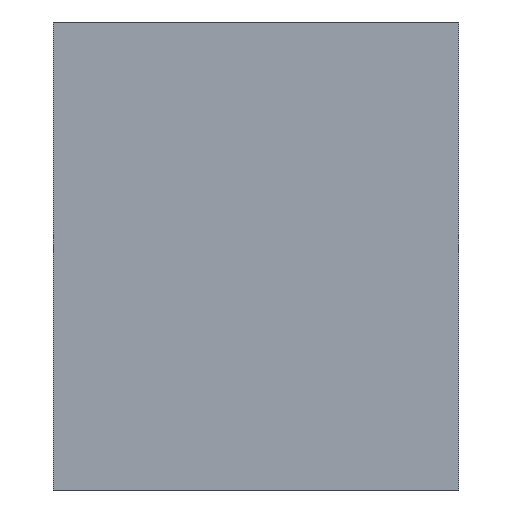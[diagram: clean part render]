
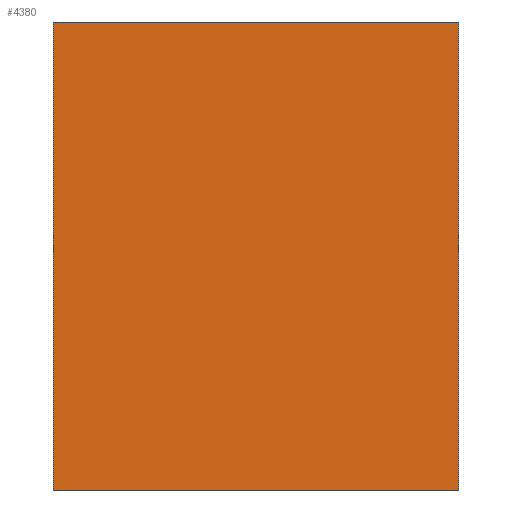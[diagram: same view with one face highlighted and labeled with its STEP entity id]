
A CAD part, left-side view. The second image highlights one B-rep face of the part: STEP entity #4380.
In plain terms, the highlighted planar face has unit normal (-1, 0, 0).
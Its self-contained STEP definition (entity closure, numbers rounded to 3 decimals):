
#43=PLANE('',#4668);
#325=FACE_OUTER_BOUND('',#584,.T.);
#584=EDGE_LOOP('',(#3864,#3865,#3866,#3867));
#1199=LINE('',#16763,#1452);
#1220=LINE('',#18405,#1473);
#1222=LINE('',#18408,#1475);
#1225=LINE('',#18413,#1478);
#1452=VECTOR('',#5379,10.);
#1473=VECTOR('',#5456,10.);
#1475=VECTOR('',#5460,10.);
#1478=VECTOR('',#5465,10.);
#1874=VERTEX_POINT('',#16760);
#1875=VERTEX_POINT('',#16762);
#1896=VERTEX_POINT('',#18402);
#1897=VERTEX_POINT('',#18404);
#2518=EDGE_CURVE('',#1875,#1874,#1199,.T.);
#2558=EDGE_CURVE('',#1897,#1896,#1220,.T.);
#2560=EDGE_CURVE('',#1896,#1875,#1222,.T.);
#2563=EDGE_CURVE('',#1874,#1897,#1225,.T.);
#3864=ORIENTED_EDGE('',*,*,#2518,.T.);
#3865=ORIENTED_EDGE('',*,*,#2563,.T.);
#3866=ORIENTED_EDGE('',*,*,#2558,.T.);
#3867=ORIENTED_EDGE('',*,*,#2560,.T.);
#4380=ADVANCED_FACE('',(#325),#43,.T.);
#4668=AXIS2_PLACEMENT_3D('',#18412,#5463,#5464);
#5379=DIRECTION('',(0.,0.,-1.));
#5456=DIRECTION('',(0.,0.,1.));
#5460=DIRECTION('',(0.,1.,0.));
#5463=DIRECTION('center_axis',(-1.,0.,0.));
#5464=DIRECTION('ref_axis',(0.,0.,1.));
#5465=DIRECTION('',(0.,-1.,0.));
#16760=CARTESIAN_POINT('',(-65.,11.,-12.7));
#16762=CARTESIAN_POINT('',(-65.,11.,12.7));
#16763=CARTESIAN_POINT('',(-65.,11.,12.7));
#18402=CARTESIAN_POINT('',(-65.,-11.,12.7));
#18404=CARTESIAN_POINT('',(-65.,-11.,-12.7));
#18405=CARTESIAN_POINT('',(-65.,-11.,-12.7));
#18408=CARTESIAN_POINT('',(-65.,-11.,12.7));
#18412=CARTESIAN_POINT('Origin',(-65.,0.,0.));
#18413=CARTESIAN_POINT('',(-65.,11.,-12.7));
